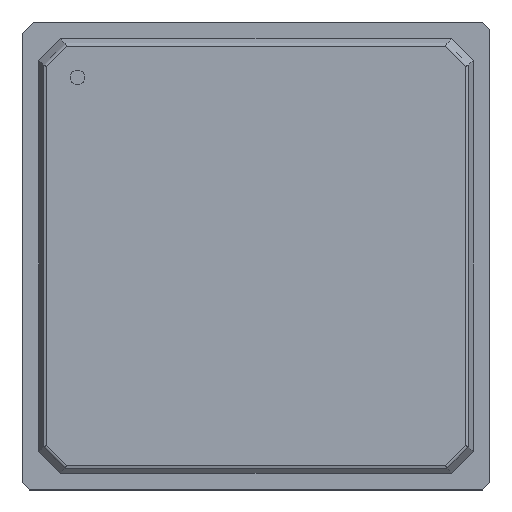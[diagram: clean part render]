
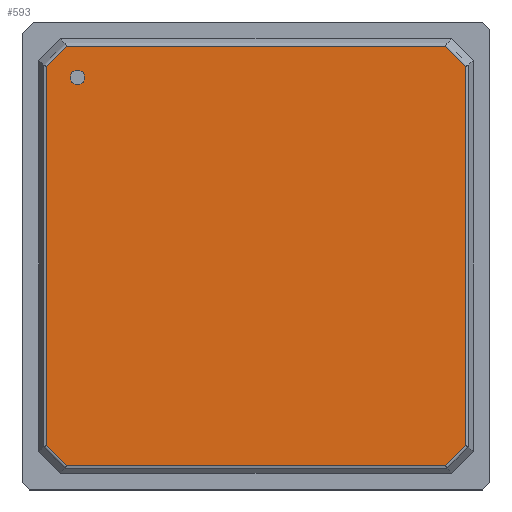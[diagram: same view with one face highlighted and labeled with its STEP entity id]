
A CAD part, top view. The second image highlights one B-rep face of the part: STEP entity #593.
In plain terms, the highlighted planar face has unit normal (0, 0, 1).
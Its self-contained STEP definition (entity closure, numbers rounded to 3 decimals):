
#154 = VERTEX_POINT('',#155);
#155 = CARTESIAN_POINT('',(-14.492,-13.095,2.5));
#172 = EDGE_CURVE('',#154,#173,#175,.T.);
#173 = VERTEX_POINT('',#174);
#174 = CARTESIAN_POINT('',(-14.492,13.095,2.5));
#175 = B_SPLINE_CURVE_WITH_KNOTS('',2,(#176,#177,#178,#179,#180),
.UNSPECIFIED.,.F.,.F.,(3,1,1,3),(-1.415,-0.13,
26.373,27.658),.UNSPECIFIED.);
#176 = CARTESIAN_POINT('',(-14.492,-14.536,2.5));
#177 = CARTESIAN_POINT('',(-14.492,-13.894,2.5));
#178 = CARTESIAN_POINT('',(-14.492,0.,2.5));
#179 = CARTESIAN_POINT('',(-14.492,13.894,2.5));
#180 = CARTESIAN_POINT('',(-14.492,14.536,2.5));
#260 = EDGE_CURVE('',#173,#261,#263,.T.);
#261 = VERTEX_POINT('',#262);
#262 = CARTESIAN_POINT('',(-13.095,14.492,2.5));
#263 = LINE('',#264,#265);
#264 = CARTESIAN_POINT('',(-14.543,13.043,2.5));
#265 = VECTOR('',#266,1.);
#266 = DIRECTION('',(0.707,0.707,0.));
#317 = VERTEX_POINT('',#318);
#318 = CARTESIAN_POINT('',(13.095,14.492,2.5));
#355 = EDGE_CURVE('',#261,#317,#356,.T.);
#356 = B_SPLINE_CURVE_WITH_KNOTS('',2,(#357,#358,#359,#360,#361),
.UNSPECIFIED.,.F.,.F.,(3,1,1,3),(-1.415,-0.13,
26.373,27.658),.UNSPECIFIED.);
#357 = CARTESIAN_POINT('',(-14.536,14.492,2.5));
#358 = CARTESIAN_POINT('',(-13.894,14.492,2.5));
#359 = CARTESIAN_POINT('',(0.,14.492,2.5));
#360 = CARTESIAN_POINT('',(13.894,14.492,2.5));
#361 = CARTESIAN_POINT('',(14.536,14.492,2.5));
#565 = VERTEX_POINT('',#566);
#566 = CARTESIAN_POINT('',(-13.095,-14.492,2.5));
#581 = EDGE_CURVE('',#565,#154,#582,.T.);
#582 = LINE('',#583,#584);
#583 = CARTESIAN_POINT('',(-13.043,-14.543,2.5));
#584 = VECTOR('',#585,1.);
#585 = DIRECTION('',(-0.707,0.707,0.));
#593 = ADVANCED_FACE('',(#594,#634),#645,.F.);
#594 = FACE_BOUND('',#595,.F.);
#595 = EDGE_LOOP('',(#596,#604,#614,#622,#630,#631,#632,#633));
#596 = ORIENTED_EDGE('',*,*,#597,.T.);
#597 = EDGE_CURVE('',#317,#598,#600,.T.);
#598 = VERTEX_POINT('',#599);
#599 = CARTESIAN_POINT('',(14.492,13.095,2.5));
#600 = LINE('',#601,#602);
#601 = CARTESIAN_POINT('',(13.043,14.543,2.5));
#602 = VECTOR('',#603,1.);
#603 = DIRECTION('',(0.707,-0.707,0.));
#604 = ORIENTED_EDGE('',*,*,#605,.T.);
#605 = EDGE_CURVE('',#598,#606,#608,.T.);
#606 = VERTEX_POINT('',#607);
#607 = CARTESIAN_POINT('',(14.492,-13.095,2.5));
#608 = B_SPLINE_CURVE_WITH_KNOTS('',2,(#609,#610,#611,#612,#613),
.UNSPECIFIED.,.F.,.F.,(3,1,1,3),(-1.415,-0.13,
26.373,27.658),.UNSPECIFIED.);
#609 = CARTESIAN_POINT('',(14.492,14.536,2.5));
#610 = CARTESIAN_POINT('',(14.492,13.894,2.5));
#611 = CARTESIAN_POINT('',(14.492,0.,2.5));
#612 = CARTESIAN_POINT('',(14.492,-13.894,2.5));
#613 = CARTESIAN_POINT('',(14.492,-14.536,2.5));
#614 = ORIENTED_EDGE('',*,*,#615,.T.);
#615 = EDGE_CURVE('',#606,#616,#618,.T.);
#616 = VERTEX_POINT('',#617);
#617 = CARTESIAN_POINT('',(13.095,-14.492,2.5));
#618 = LINE('',#619,#620);
#619 = CARTESIAN_POINT('',(14.543,-13.043,2.5));
#620 = VECTOR('',#621,1.);
#621 = DIRECTION('',(-0.707,-0.707,0.));
#622 = ORIENTED_EDGE('',*,*,#623,.T.);
#623 = EDGE_CURVE('',#616,#565,#624,.T.);
#624 = B_SPLINE_CURVE_WITH_KNOTS('',2,(#625,#626,#627,#628,#629),
.UNSPECIFIED.,.F.,.F.,(3,1,1,3),(-1.415,-0.13,
26.373,27.658),.UNSPECIFIED.);
#625 = CARTESIAN_POINT('',(14.536,-14.492,2.5));
#626 = CARTESIAN_POINT('',(13.894,-14.492,2.5));
#627 = CARTESIAN_POINT('',(0.,-14.492,2.5));
#628 = CARTESIAN_POINT('',(-13.894,-14.492,2.5));
#629 = CARTESIAN_POINT('',(-14.536,-14.492,2.5));
#630 = ORIENTED_EDGE('',*,*,#581,.T.);
#631 = ORIENTED_EDGE('',*,*,#172,.T.);
#632 = ORIENTED_EDGE('',*,*,#260,.T.);
#633 = ORIENTED_EDGE('',*,*,#355,.T.);
#634 = FACE_BOUND('',#635,.F.);
#635 = EDGE_LOOP('',(#636));
#636 = ORIENTED_EDGE('',*,*,#637,.F.);
#637 = EDGE_CURVE('',#638,#638,#640,.T.);
#638 = VERTEX_POINT('',#639);
#639 = CARTESIAN_POINT('',(-12.322,11.822,2.5));
#640 = CIRCLE('',#641,0.5);
#641 = AXIS2_PLACEMENT_3D('',#642,#643,#644);
#642 = CARTESIAN_POINT('',(-12.322,12.322,2.5));
#643 = DIRECTION('',(0.,0.,-1.));
#644 = DIRECTION('',(0.,-1.,0.));
#645 = PLANE('',#646);
#646 = AXIS2_PLACEMENT_3D('',#647,#648,#649);
#647 = CARTESIAN_POINT('',(-14.622,13.122,2.5));
#648 = DIRECTION('',(0.,0.,-1.));
#649 = DIRECTION('',(0.744,-0.668,0.));
